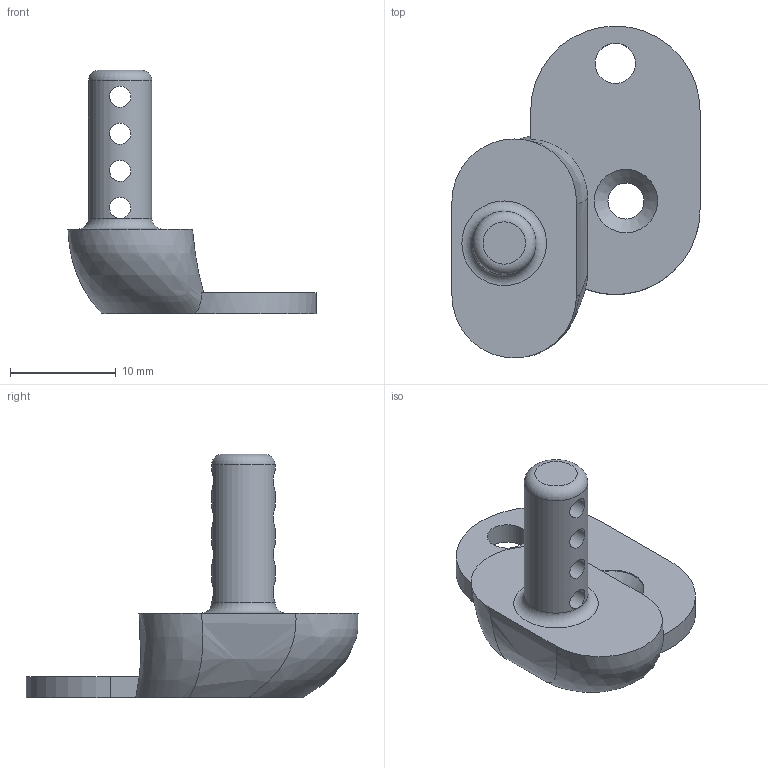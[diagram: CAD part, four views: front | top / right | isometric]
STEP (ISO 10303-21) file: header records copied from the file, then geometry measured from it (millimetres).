
FILE_DESCRIPTION(('FreeCAD Model'),'2;1');
FILE_NAME('Open CASCADE Shape Model','2023-11-27T21:35:35',(''),(''), 'Open CASCADE STEP processor 7.6','FreeCAD','Unknown');
FILE_SCHEMA(('AUTOMOTIVE_DESIGN { 1 0 10303 214 1 1 1 1 }'));
Length unit declared in the file: millimetre
Products named in the file (1): Fillet044
Bounding box: 23.43 x 31.36 x 23 mm (x, y, z)
Volume: 2403.5 mm3; surface area: 1828.6 mm2
Topology: 1 solids, 1 shells, 23 faces, 60 edges, 38 vertices
Faces by surface type: cylinder 10, plane 6, bspline 4, torus 2, cone 1
Full cylindrical faces by diameter (mm): 2 x4, 3.4 x1, 3.8 x1, 6 x2
Entity records: 3747 total; most frequent: CARTESIAN_POINT 2602, DIRECTION 176, ORIENTED_EDGE 120, PCURVE 120, DEFINITIONAL_REPRESENTATION 120, LINE 85, VECTOR 85, EDGE_CURVE 60
